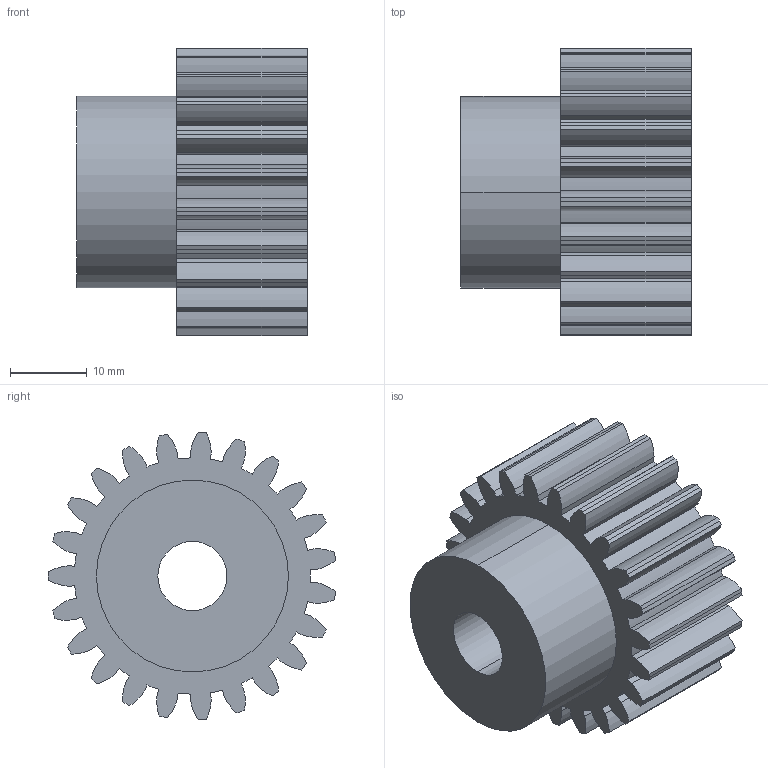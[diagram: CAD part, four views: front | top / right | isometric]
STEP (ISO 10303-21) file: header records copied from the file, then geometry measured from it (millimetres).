
FILE_DESCRIPTION (( 'STEP AP214' ), '1' );
FILE_NAME ('Z23 M1.5.STEP', '2021-08-10T12:52:06', ( '' ), ( '' ), 'SwSTEP 2.0', 'SolidWorks 2020', '' );
FILE_SCHEMA (( 'AUTOMOTIVE_DESIGN' ));
Length unit declared in the file: millimetre
Products named in the file (1): Z23 M1.5
Bounding box: 30 x 37.39 x 37.47 mm (x, y, z)
Volume: 20038.5 mm3; surface area: 7425.1 mm2
Topology: 1 solids, 1 shells, 168 faces, 495 edges, 330 vertices
Faces by surface type: plane 95, cylinder 73
Entity records: 5663 total; most frequent: CARTESIAN_POINT 994, ORIENTED_EDGE 990, DIRECTION 979, EDGE_CURVE 495, VECTOR 349, LINE 349, VERTEX_POINT 330, AXIS2_PLACEMENT_3D 315
